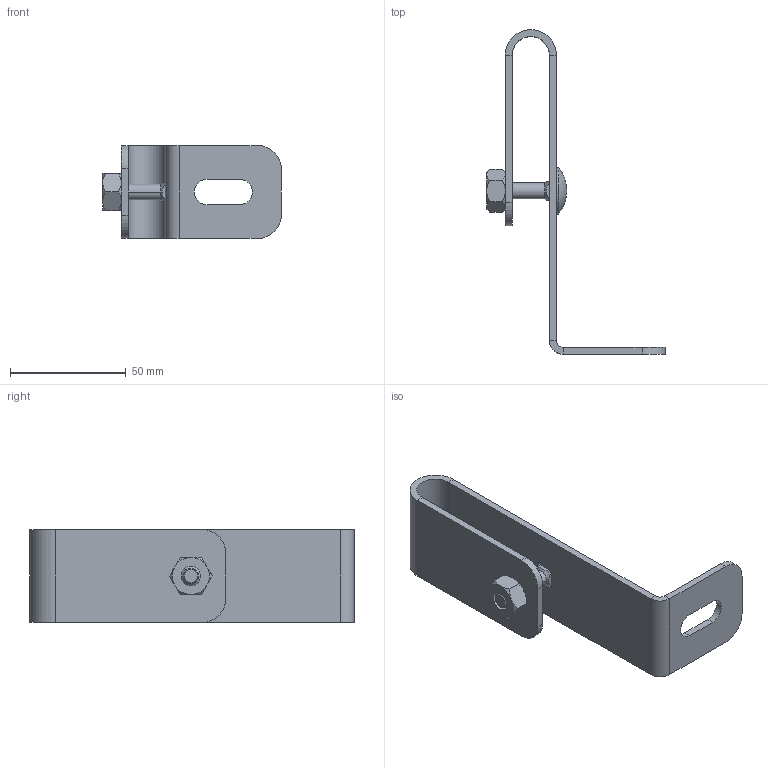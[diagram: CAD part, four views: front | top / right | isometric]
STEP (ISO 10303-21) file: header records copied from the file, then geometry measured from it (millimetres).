
FILE_DESCRIPTION (( 'STEP AP203' ), '1' );
FILE_NAME ('11-02-2841.STEP', '2013-06-18T10:24:12', ( 'asennus' ), ( '' ), 'SwSTEP 2.0', 'SolidWorks 2013', '' );
FILE_SCHEMA (( 'CONFIG_CONTROL_DESIGN' ));
Length unit declared in the file: millimetre
Products named in the file (1): 11-02-2841
Bounding box: 77 x 140 x 40 mm (x, y, z)
Volume: 35207.4 mm3; surface area: 25803.9 mm2
Topology: 3 solids, 3 shells, 86 faces, 193 edges, 115 vertices
Faces by surface type: plane 47, cylinder 21, cone 16, sphere 2
Entity records: 2608 total; most frequent: CARTESIAN_POINT 623, DIRECTION 399, ORIENTED_EDGE 386, EDGE_CURVE 193, AXIS2_PLACEMENT_3D 149, VERTEX_POINT 115, LINE 101, VECTOR 101
